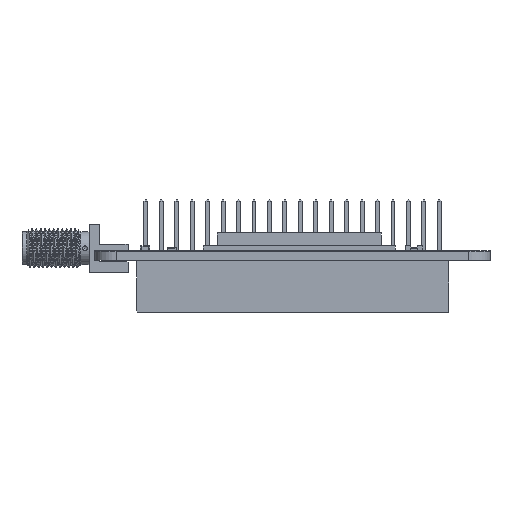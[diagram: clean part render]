
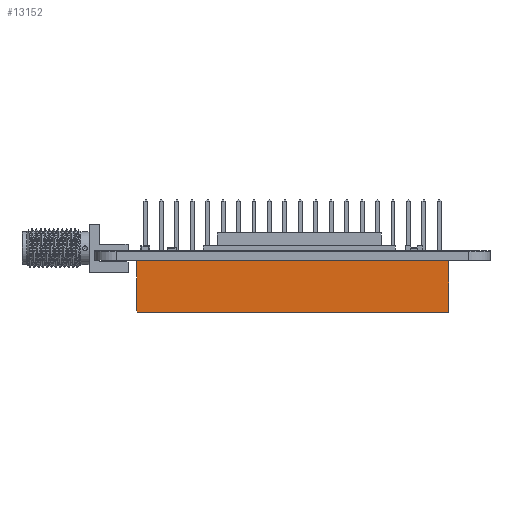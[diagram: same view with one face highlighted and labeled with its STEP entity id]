
A CAD part, front view. The second image highlights one B-rep face of the part: STEP entity #13152.
In plain terms, the highlighted face is planar.
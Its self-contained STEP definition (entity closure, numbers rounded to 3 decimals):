
#9404 = EDGE_CURVE('',#9405,#9407,#9409,.T.);
#9405 = VERTEX_POINT('',#9406);
#9406 = CARTESIAN_POINT('',(1.23,1.365,8.48));
#9407 = VERTEX_POINT('',#9408);
#9408 = CARTESIAN_POINT('',(1.23,-49.78,8.48));
#9409 = LINE('',#9410,#9411);
#9410 = CARTESIAN_POINT('',(1.23,-11.305,8.48));
#9411 = VECTOR('',#9412,1.);
#9412 = DIRECTION('',(0.,-1.,0.));
#10954 = VERTEX_POINT('',#10955);
#10955 = CARTESIAN_POINT('',(1.23,1.52,8.17));
#10961 = EDGE_CURVE('',#10962,#10954,#10964,.T.);
#10962 = VERTEX_POINT('',#10963);
#10963 = CARTESIAN_POINT('',(1.23,1.52,0.));
#10964 = LINE('',#10965,#10966);
#10965 = CARTESIAN_POINT('',(1.23,1.52,0.));
#10966 = VECTOR('',#10967,1.);
#10967 = DIRECTION('',(0.,0.,1.));
#13152 = ADVANCED_FACE('',(#13153),#13177,.T.);
#13153 = FACE_BOUND('',#13154,.T.);
#13154 = EDGE_LOOP('',(#13155,#13156,#13164,#13170,#13171));
#13155 = ORIENTED_EDGE('',*,*,#9404,.T.);
#13156 = ORIENTED_EDGE('',*,*,#13157,.F.);
#13157 = EDGE_CURVE('',#13158,#9407,#13160,.T.);
#13158 = VERTEX_POINT('',#13159);
#13159 = CARTESIAN_POINT('',(1.23,-49.78,0.));
#13160 = LINE('',#13161,#13162);
#13161 = CARTESIAN_POINT('',(1.23,-49.78,0.));
#13162 = VECTOR('',#13163,1.);
#13163 = DIRECTION('',(0.,0.,1.));
#13164 = ORIENTED_EDGE('',*,*,#13165,.F.);
#13165 = EDGE_CURVE('',#10962,#13158,#13166,.T.);
#13166 = LINE('',#13167,#13168);
#13167 = CARTESIAN_POINT('',(1.23,1.52,0.));
#13168 = VECTOR('',#13169,1.);
#13169 = DIRECTION('',(0.,-1.,0.));
#13170 = ORIENTED_EDGE('',*,*,#10961,.T.);
#13171 = ORIENTED_EDGE('',*,*,#13172,.F.);
#13172 = EDGE_CURVE('',#9405,#10954,#13173,.T.);
#13173 = LINE('',#13174,#13175);
#13174 = CARTESIAN_POINT('',(1.23,1.759,7.692));
#13175 = VECTOR('',#13176,1.);
#13176 = DIRECTION('',(0.,0.447,-0.894));
#13177 = PLANE('',#13178);
#13178 = AXIS2_PLACEMENT_3D('',#13179,#13180,#13181);
#13179 = CARTESIAN_POINT('',(1.23,1.52,0.));
#13180 = DIRECTION('',(1.,0.,0.));
#13181 = DIRECTION('',(0.,-0.,1.));
